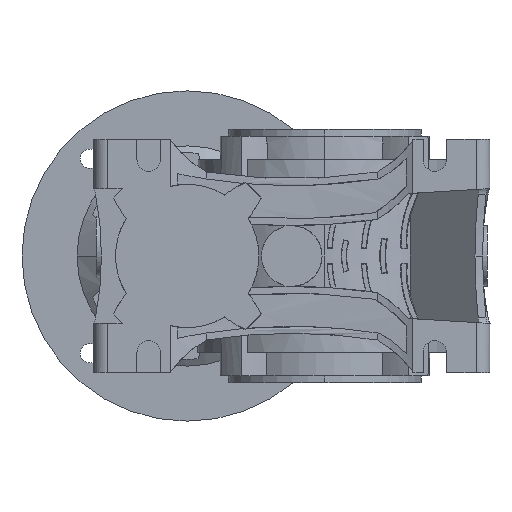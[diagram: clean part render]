
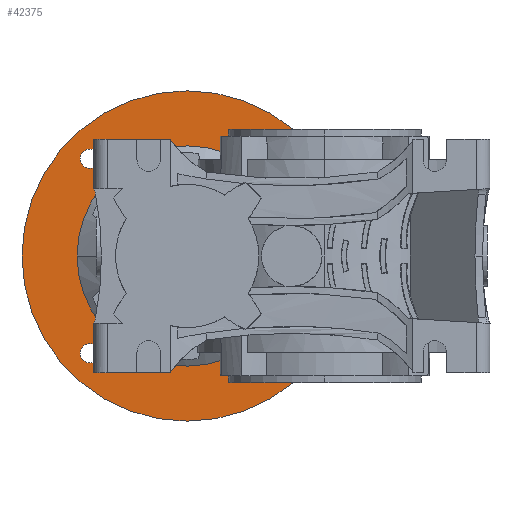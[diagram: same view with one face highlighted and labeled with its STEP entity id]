
A CAD part, left-side view. The second image highlights one B-rep face of the part: STEP entity #42375.
In plain terms, the highlighted face is planar.
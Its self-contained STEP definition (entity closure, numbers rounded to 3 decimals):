
#41 = CIRCLE ( 'NONE', #20746, 3.5 ) ;
#306 = VERTEX_POINT ( 'NONE', #15944 ) ;
#354 = EDGE_LOOP ( 'NONE', ( #46027, #895 ) ) ;
#895 = ORIENTED_EDGE ( 'NONE', *, *, #16397, .F. ) ;
#973 = AXIS2_PLACEMENT_3D ( 'NONE', #19646, #38457, #27357 ) ;
#1151 = VERTEX_POINT ( 'NONE', #12703 ) ;
#1405 = CARTESIAN_POINT ( 'NONE',  ( -7.5, -35.355, 35.355 ) ) ;
#2477 = DIRECTION ( 'NONE',  ( 0., -1., 0. ) ) ;
#2680 = AXIS2_PLACEMENT_3D ( 'NONE', #1405, #32915, #22945 ) ;
#3655 = DIRECTION ( 'NONE',  ( 1., 0., 0. ) ) ;
#3817 = CARTESIAN_POINT ( 'NONE',  ( -7.5, 35.355, 35.355 ) ) ;
#3892 = DIRECTION ( 'NONE',  ( 0., -1., 0. ) ) ;
#4647 = EDGE_CURVE ( 'NONE', #34260, #306, #33241, .T. ) ;
#4797 = VERTEX_POINT ( 'NONE', #18397 ) ;
#5172 = CARTESIAN_POINT ( 'NONE',  ( -7.5, -31.855, 35.355 ) ) ;
#5196 = CIRCLE ( 'NONE', #26208, 3.5 ) ;
#5879 = ORIENTED_EDGE ( 'NONE', *, *, #46724, .F. ) ;
#5934 = EDGE_CURVE ( 'NONE', #4797, #1151, #20433, .T. ) ;
#6151 = CIRCLE ( 'NONE', #21996, 3.5 ) ;
#6418 = AXIS2_PLACEMENT_3D ( 'NONE', #9890, #43198, #2477 ) ;
#6952 = DIRECTION ( 'NONE',  ( 0., -1., 0. ) ) ;
#7365 = CARTESIAN_POINT ( 'NONE',  ( -7.5, 31.855, -35.355 ) ) ;
#7402 = CARTESIAN_POINT ( 'NONE',  ( -7.5, 35.355, -35.355 ) ) ;
#8361 = ORIENTED_EDGE ( 'NONE', *, *, #44175, .F. ) ;
#8384 = VERTEX_POINT ( 'NONE', #30855 ) ;
#8515 = CIRCLE ( 'NONE', #6418, 3.5 ) ;
#9288 = EDGE_CURVE ( 'NONE', #24538, #45492, #37501, .T. ) ;
#9785 = FACE_BOUND ( 'NONE', #12898, .T. ) ;
#9890 = CARTESIAN_POINT ( 'NONE',  ( -7.5, 35.355, 35.355 ) ) ;
#10499 = DIRECTION ( 'NONE',  ( 1., 0., 0. ) ) ;
#10874 = PLANE ( 'NONE',  #27694 ) ;
#11727 = ORIENTED_EDGE ( 'NONE', *, *, #40596, .F. ) ;
#12703 = CARTESIAN_POINT ( 'NONE',  ( -7.5, 60., 0. ) ) ;
#12898 = EDGE_LOOP ( 'NONE', ( #11727, #14233 ) ) ;
#13936 = FACE_BOUND ( 'NONE', #42753, .T. ) ;
#14091 = CIRCLE ( 'NONE', #16827, 3.5 ) ;
#14233 = ORIENTED_EDGE ( 'NONE', *, *, #34437, .F. ) ;
#14502 = FACE_OUTER_BOUND ( 'NONE', #354, .T. ) ;
#14798 = DIRECTION ( 'NONE',  ( -1., 0., 0. ) ) ;
#15617 = DIRECTION ( 'NONE',  ( 1., 0., 0. ) ) ;
#15723 = CARTESIAN_POINT ( 'NONE',  ( -7.5, -35.355, 35.355 ) ) ;
#15944 = CARTESIAN_POINT ( 'NONE',  ( -7.5, -38.855, 35.355 ) ) ;
#16397 = EDGE_CURVE ( 'NONE', #1151, #4797, #26739, .T. ) ;
#16799 = CARTESIAN_POINT ( 'NONE',  ( -7.5, 38.855, 35.355 ) ) ;
#16827 = AXIS2_PLACEMENT_3D ( 'NONE', #45459, #23111, #23430 ) ;
#17990 = FACE_BOUND ( 'NONE', #32599, .T. ) ;
#18397 = CARTESIAN_POINT ( 'NONE',  ( -7.5, -60., 0. ) ) ;
#18461 = AXIS2_PLACEMENT_3D ( 'NONE', #23739, #34013, #38328 ) ;
#19034 = EDGE_CURVE ( 'NONE', #38349, #23414, #34298, .T. ) ;
#19646 = CARTESIAN_POINT ( 'NONE',  ( -7.5, 0., 0. ) ) ;
#20433 = CIRCLE ( 'NONE', #973, 60. ) ;
#20746 = AXIS2_PLACEMENT_3D ( 'NONE', #29553, #10499, #6952 ) ;
#20907 = CIRCLE ( 'NONE', #44700, 40. ) ;
#21262 = VERTEX_POINT ( 'NONE', #16799 ) ;
#21292 = CARTESIAN_POINT ( 'NONE',  ( -7.5, 0., 0. ) ) ;
#21567 = AXIS2_PLACEMENT_3D ( 'NONE', #21292, #46593, #43501 ) ;
#21686 = CARTESIAN_POINT ( 'NONE',  ( -7.5, 38.855, -35.355 ) ) ;
#21996 = AXIS2_PLACEMENT_3D ( 'NONE', #15723, #45222, #3892 ) ;
#22176 = VERTEX_POINT ( 'NONE', #43388 ) ;
#22520 = CARTESIAN_POINT ( 'NONE',  ( -7.5, 0., 0. ) ) ;
#22605 = FACE_BOUND ( 'NONE', #29187, .T. ) ;
#22710 = AXIS2_PLACEMENT_3D ( 'NONE', #22520, #29268, #29726 ) ;
#22945 = DIRECTION ( 'NONE',  ( 0., -1., 0. ) ) ;
#23111 = DIRECTION ( 'NONE',  ( 1., 0., 0. ) ) ;
#23414 = VERTEX_POINT ( 'NONE', #27793 ) ;
#23430 = DIRECTION ( 'NONE',  ( 0., -1., 0. ) ) ;
#23739 = CARTESIAN_POINT ( 'NONE',  ( -7.5, 35.355, -35.355 ) ) ;
#24538 = VERTEX_POINT ( 'NONE', #21686 ) ;
#25626 = CARTESIAN_POINT ( 'NONE',  ( -7.5, -60.72, -60.72 ) ) ;
#26208 = AXIS2_PLACEMENT_3D ( 'NONE', #7402, #44877, #40975 ) ;
#26739 = CIRCLE ( 'NONE', #22710, 60. ) ;
#27357 = DIRECTION ( 'NONE',  ( 0., -1., 0. ) ) ;
#27694 = AXIS2_PLACEMENT_3D ( 'NONE', #25626, #14798, #43849 ) ;
#27793 = CARTESIAN_POINT ( 'NONE',  ( -7.5, -40., 0. ) ) ;
#29187 = EDGE_LOOP ( 'NONE', ( #43915, #42419 ) ) ;
#29268 = DIRECTION ( 'NONE',  ( -1., 0., 0. ) ) ;
#29553 = CARTESIAN_POINT ( 'NONE',  ( -7.5, -35.355, -35.355 ) ) ;
#29726 = DIRECTION ( 'NONE',  ( 0., -1., 0. ) ) ;
#30292 = DIRECTION ( 'NONE',  ( 0., -1., 0. ) ) ;
#30379 = ORIENTED_EDGE ( 'NONE', *, *, #19034, .F. ) ;
#30855 = CARTESIAN_POINT ( 'NONE',  ( -7.5, -31.855, -35.355 ) ) ;
#32599 = EDGE_LOOP ( 'NONE', ( #41246, #30379 ) ) ;
#32866 = CIRCLE ( 'NONE', #39900, 3.5 ) ;
#32915 = DIRECTION ( 'NONE',  ( 1., 0., 0. ) ) ;
#33241 = CIRCLE ( 'NONE', #2680, 3.5 ) ;
#34013 = DIRECTION ( 'NONE',  ( 1., 0., 0. ) ) ;
#34260 = VERTEX_POINT ( 'NONE', #5172 ) ;
#34298 = CIRCLE ( 'NONE', #21567, 40. ) ;
#34437 = EDGE_CURVE ( 'NONE', #8384, #38576, #41, .T. ) ;
#36381 = EDGE_CURVE ( 'NONE', #22176, #21262, #32866, .T. ) ;
#37140 = CARTESIAN_POINT ( 'NONE',  ( -7.5, 40., 0. ) ) ;
#37501 = CIRCLE ( 'NONE', #18461, 3.5 ) ;
#38168 = CARTESIAN_POINT ( 'NONE',  ( -7.5, 0., 0. ) ) ;
#38328 = DIRECTION ( 'NONE',  ( 0., -1., 0. ) ) ;
#38349 = VERTEX_POINT ( 'NONE', #37140 ) ;
#38353 = EDGE_LOOP ( 'NONE', ( #5879, #43177 ) ) ;
#38457 = DIRECTION ( 'NONE',  ( -1., 0., 0. ) ) ;
#38576 = VERTEX_POINT ( 'NONE', #43852 ) ;
#39887 = ORIENTED_EDGE ( 'NONE', *, *, #9288, .F. ) ;
#39900 = AXIS2_PLACEMENT_3D ( 'NONE', #3817, #3655, #40341 ) ;
#40341 = DIRECTION ( 'NONE',  ( 0., -1., 0. ) ) ;
#40596 = EDGE_CURVE ( 'NONE', #38576, #8384, #14091, .T. ) ;
#40975 = DIRECTION ( 'NONE',  ( 0., -1., 0. ) ) ;
#41246 = ORIENTED_EDGE ( 'NONE', *, *, #43301, .F. ) ;
#42375 = ADVANCED_FACE ( 'NONE', ( #14502, #17990, #13936, #22605, #42757, #9785 ), #10874, .F. ) ;
#42419 = ORIENTED_EDGE ( 'NONE', *, *, #46393, .F. ) ;
#42753 = EDGE_LOOP ( 'NONE', ( #8361, #39887 ) ) ;
#42757 = FACE_BOUND ( 'NONE', #38353, .T. ) ;
#43177 = ORIENTED_EDGE ( 'NONE', *, *, #4647, .F. ) ;
#43198 = DIRECTION ( 'NONE',  ( 1., 0., 0. ) ) ;
#43301 = EDGE_CURVE ( 'NONE', #23414, #38349, #20907, .T. ) ;
#43388 = CARTESIAN_POINT ( 'NONE',  ( -7.5, 31.855, 35.355 ) ) ;
#43501 = DIRECTION ( 'NONE',  ( 0., -1., 0. ) ) ;
#43849 = DIRECTION ( 'NONE',  ( 0., 0., 1. ) ) ;
#43852 = CARTESIAN_POINT ( 'NONE',  ( -7.5, -38.855, -35.355 ) ) ;
#43915 = ORIENTED_EDGE ( 'NONE', *, *, #36381, .F. ) ;
#44175 = EDGE_CURVE ( 'NONE', #45492, #24538, #5196, .T. ) ;
#44700 = AXIS2_PLACEMENT_3D ( 'NONE', #38168, #15617, #30292 ) ;
#44877 = DIRECTION ( 'NONE',  ( 1., 0., 0. ) ) ;
#45222 = DIRECTION ( 'NONE',  ( 1., 0., 0. ) ) ;
#45459 = CARTESIAN_POINT ( 'NONE',  ( -7.5, -35.355, -35.355 ) ) ;
#45492 = VERTEX_POINT ( 'NONE', #7365 ) ;
#46027 = ORIENTED_EDGE ( 'NONE', *, *, #5934, .F. ) ;
#46393 = EDGE_CURVE ( 'NONE', #21262, #22176, #8515, .T. ) ;
#46593 = DIRECTION ( 'NONE',  ( 1., 0., 0. ) ) ;
#46724 = EDGE_CURVE ( 'NONE', #306, #34260, #6151, .T. ) ;
